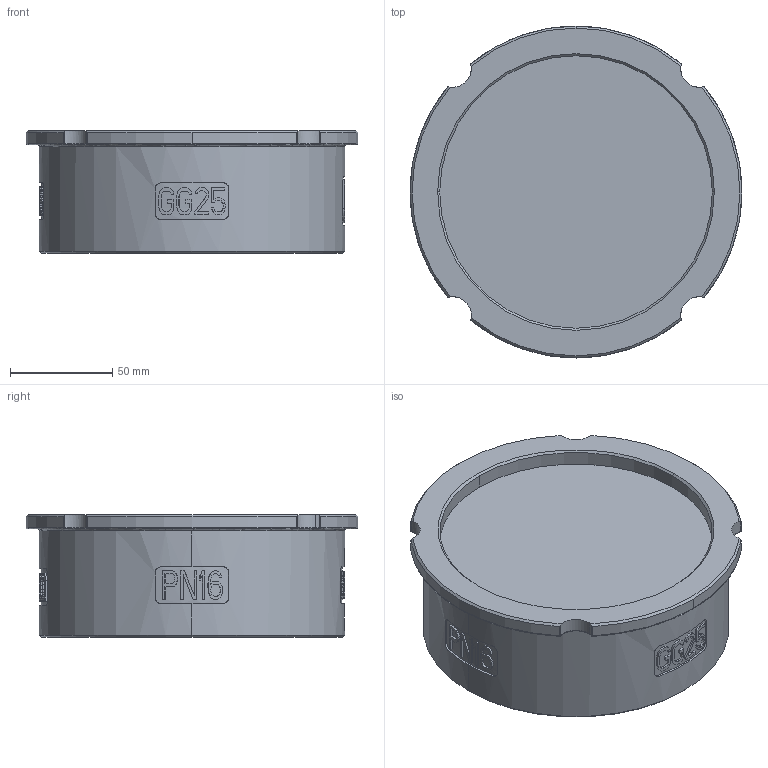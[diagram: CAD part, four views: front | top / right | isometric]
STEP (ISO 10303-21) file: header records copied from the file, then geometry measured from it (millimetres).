
FILE_DESCRIPTION (( 'STEP AP203' ), '1' );
FILE_NAME ('W6.DN100.STEP', '2009-07-03T06:56:39', ( ' ' ), ( '' ), 'SwSTEP 2.0', 'SolidWorks 2009', '' );
FILE_SCHEMA (( 'CONFIG_CONTROL_DESIGN' ));
Length unit declared in the file: millimetre
Products named in the file (1): W6.DN100
Bounding box: 162 x 162 x 60 mm (x, y, z)
Volume: 916187.6 mm3; surface area: 74109 mm2
Topology: 1 solids, 1 shells, 539 faces, 1512 edges, 998 vertices
Faces by surface type: bspline 304, plane 149, cylinder 75, cone 11
Entity records: 24726 total; most frequent: CARTESIAN_POINT 12776, ORIENTED_EDGE 3024, DIRECTION 1558, EDGE_CURVE 1512, VERTEX_POINT 998, B_SPLINE_CURVE_WITH_KNOTS 641, LINE 630, VECTOR 630
